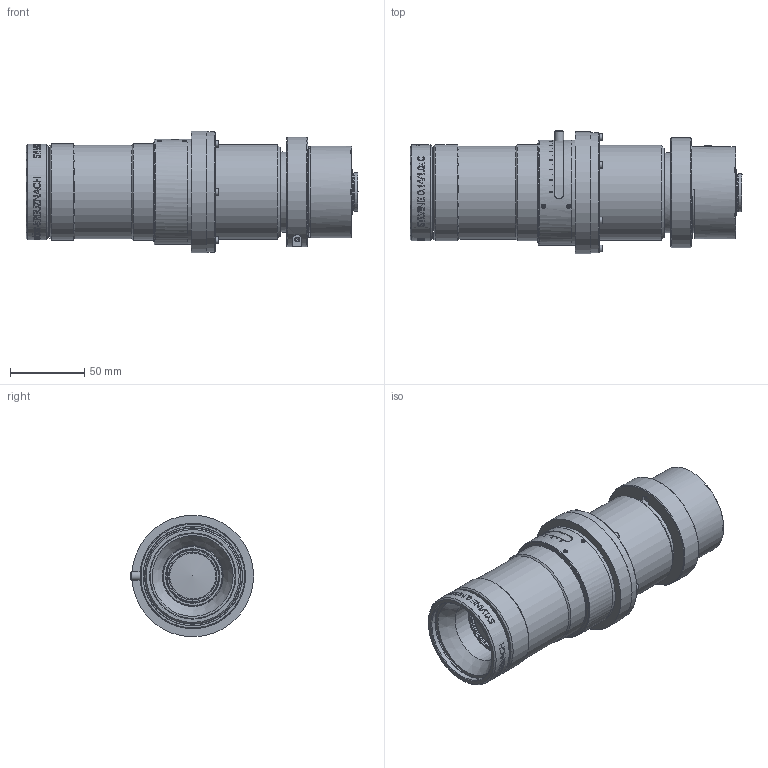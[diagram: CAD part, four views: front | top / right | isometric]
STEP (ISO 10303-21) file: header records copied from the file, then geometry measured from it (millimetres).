
FILE_DESCRIPTION(/* description */ (''),/* implementation_level */ '2;1');
FILE_NAME(/* name */ '35850_00166552_001.stp',/* time_stamp */ '2021-12-02T10:47:19+01:00',/* author */ (''),/* organization */ (''),/* preprocessor_version */ 'ST-DEVELOPER v16',/* originating_system */ 'SIEMENS PLM Software NX 10.0',/* authorisation */ '');
FILE_SCHEMA (('AP203_CONFIGURATION_CONTROLLED_3D_DESIGN_OF_MECHANICAL_PARTS_AND_ASSEMBLIES_MIM_LF { 1 0 10303 403 2 1 2}'));
Length unit declared in the file: millimetre
Products named in the file (1): Froe4D042F82h5wm
Bounding box: 223.77 x 83 x 82 mm (x, y, z)
Volume: 617384.9 mm3; surface area: 95331.6 mm2
Topology: 1 solids, 19 shells, 662 faces, 1953 edges, 1495 vertices
Faces by surface type: plane 329, cylinder 257, cone 59, torus 12, sphere 4, bspline 1
Full cylindrical faces by diameter (mm): 1.5 x7, 1.9 x4, 2 x6, 2.05 x1, 2.3 x6, 2.4 x2, 2.5 x13, 2.8 x6, 3.3 x1, 4.5 x6, 4.6 x1, 5 x1, 6 x1, 21 x1, 25 x1, 25.62 x1, 31 x3, 32 x2, 34.7 x2, 35.5 x2, 35.8 x2, 36.08 x2, 36.7 x2, 40.6 x2, 41 x1, 41.5 x1, 44.2 x1, 45 x1, 45.3 x1, 45.46 x1
Entity records: 24737 total; most frequent: CARTESIAN_POINT 8408, ORIENTED_EDGE 3412, DIRECTION 2769, EDGE_CURVE 1713, VERTEX_POINT 1433, EDGE_LOOP 1052, AXIS2_PLACEMENT_3D 1047, FACE_BOUND 677
